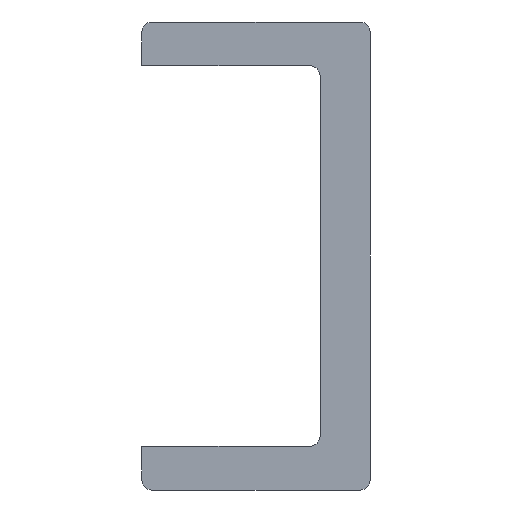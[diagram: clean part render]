
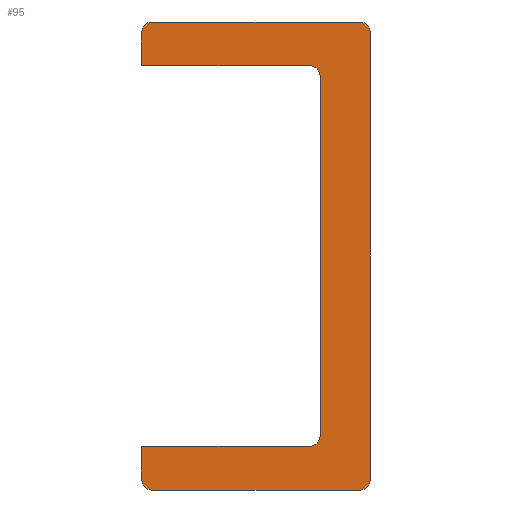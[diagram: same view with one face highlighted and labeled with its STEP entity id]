
A CAD part, front view. The second image highlights one B-rep face of the part: STEP entity #95.
In plain terms, the highlighted planar face has unit normal (0, -1, 0).
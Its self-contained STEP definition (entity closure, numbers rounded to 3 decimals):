
#95 = ADVANCED_FACE( '', ( #256 ), #257, .F. );
#256 = FACE_OUTER_BOUND( '', #521, .T. );
#257 = PLANE( '', #522 );
#521 = EDGE_LOOP( '', ( #799, #800, #801, #802, #803, #804, #805, #806, #807, #808, #809, #810, #811, #812 ) );
#522 = AXIS2_PLACEMENT_3D( '', #813, #814, #815 );
#799 = ORIENTED_EDGE( '', *, *, #1227, .F. );
#800 = ORIENTED_EDGE( '', *, *, #1230, .T. );
#801 = ORIENTED_EDGE( '', *, *, #1231, .F. );
#802 = ORIENTED_EDGE( '', *, *, #1232, .T. );
#803 = ORIENTED_EDGE( '', *, *, #1207, .F. );
#804 = ORIENTED_EDGE( '', *, *, #1233, .F. );
#805 = ORIENTED_EDGE( '', *, *, #1234, .F. );
#806 = ORIENTED_EDGE( '', *, *, #1235, .F. );
#807 = ORIENTED_EDGE( '', *, *, #1236, .F. );
#808 = ORIENTED_EDGE( '', *, *, #1237, .F. );
#809 = ORIENTED_EDGE( '', *, *, #1198, .F. );
#810 = ORIENTED_EDGE( '', *, *, #1238, .T. );
#811 = ORIENTED_EDGE( '', *, *, #1239, .F. );
#812 = ORIENTED_EDGE( '', *, *, #1240, .T. );
#813 = CARTESIAN_POINT( '', ( -10.5, 0., 21.5 ) );
#814 = DIRECTION( '', ( 0., 1., 0. ) );
#815 = DIRECTION( '', ( 0., 0., 1. ) );
#1198 = EDGE_CURVE( '', #1362, #1364, #1365, .T. );
#1207 = EDGE_CURVE( '', #1378, #1379, #1380, .T. );
#1227 = EDGE_CURVE( '', #1416, #1418, #1419, .T. );
#1230 = EDGE_CURVE( '', #1416, #1422, #1423, .F. );
#1231 = EDGE_CURVE( '', #1424, #1422, #1425, .T. );
#1232 = EDGE_CURVE( '', #1424, #1379, #1426, .F. );
#1233 = EDGE_CURVE( '', #1427, #1378, #1428, .T. );
#1234 = EDGE_CURVE( '', #1429, #1427, #1430, .T. );
#1235 = EDGE_CURVE( '', #1431, #1429, #1432, .T. );
#1236 = EDGE_CURVE( '', #1433, #1431, #1434, .T. );
#1237 = EDGE_CURVE( '', #1364, #1433, #1435, .T. );
#1238 = EDGE_CURVE( '', #1362, #1436, #1437, .F. );
#1239 = EDGE_CURVE( '', #1438, #1436, #1439, .T. );
#1240 = EDGE_CURVE( '', #1438, #1418, #1440, .F. );
#1362 = VERTEX_POINT( '', #1614 );
#1364 = VERTEX_POINT( '', #1617 );
#1365 = LINE( '', #1618, #1619 );
#1378 = VERTEX_POINT( '', #1633 );
#1379 = VERTEX_POINT( '', #1634 );
#1380 = LINE( '', #1635, #1636 );
#1416 = VERTEX_POINT( '', #1676 );
#1418 = VERTEX_POINT( '', #1679 );
#1419 = LINE( '', #1680, #1681 );
#1422 = VERTEX_POINT( '', #1685 );
#1423 = CIRCLE( '', #1686, 0.9 );
#1424 = VERTEX_POINT( '', #1687 );
#1425 = LINE( '', #1688, #1689 );
#1426 = CIRCLE( '', #1690, 0.9 );
#1427 = VERTEX_POINT( '', #1691 );
#1428 = LINE( '', #1692, #1693 );
#1429 = VERTEX_POINT( '', #1694 );
#1430 = CIRCLE( '', #1695, 1. );
#1431 = VERTEX_POINT( '', #1696 );
#1432 = LINE( '', #1697, #1698 );
#1433 = VERTEX_POINT( '', #1699 );
#1434 = CIRCLE( '', #1700, 1. );
#1435 = LINE( '', #1701, #1702 );
#1436 = VERTEX_POINT( '', #1703 );
#1437 = CIRCLE( '', #1704, 0.9 );
#1438 = VERTEX_POINT( '', #1705 );
#1439 = LINE( '', #1706, #1707 );
#1440 = CIRCLE( '', #1708, 0.9 );
#1614 = CARTESIAN_POINT( '', ( -10.5, 0., -20.6 ) );
#1617 = CARTESIAN_POINT( '', ( -10.5, 0., -17.5 ) );
#1618 = CARTESIAN_POINT( '', ( -10.5, 0., -21.5 ) );
#1619 = VECTOR( '', #1892, 1000. );
#1633 = CARTESIAN_POINT( '', ( -10.5, 0., 17.5 ) );
#1634 = CARTESIAN_POINT( '', ( -10.5, 0., 20.6 ) );
#1635 = CARTESIAN_POINT( '', ( -10.5, 0., -21.5 ) );
#1636 = VECTOR( '', #1906, 1000. );
#1676 = CARTESIAN_POINT( '', ( 10.5, 0., 20.6 ) );
#1679 = CARTESIAN_POINT( '', ( 10.5, 0., -20.6 ) );
#1680 = CARTESIAN_POINT( '', ( 10.5, 0., 21.5 ) );
#1681 = VECTOR( '', #1951, 1000. );
#1685 = CARTESIAN_POINT( '', ( 9.6, 0., 21.5 ) );
#1686 = AXIS2_PLACEMENT_3D( '', #1953, #1954, #1955 );
#1687 = CARTESIAN_POINT( '', ( -9.6, 0., 21.5 ) );
#1688 = CARTESIAN_POINT( '', ( -10.5, 0., 21.5 ) );
#1689 = VECTOR( '', #1956, 1000. );
#1690 = AXIS2_PLACEMENT_3D( '', #1957, #1958, #1959 );
#1691 = CARTESIAN_POINT( '', ( 4.9, 0., 17.5 ) );
#1692 = CARTESIAN_POINT( '', ( 4.9, 0., 17.5 ) );
#1693 = VECTOR( '', #1960, 1000. );
#1694 = CARTESIAN_POINT( '', ( 5.9, 0., 16.5 ) );
#1695 = AXIS2_PLACEMENT_3D( '', #1961, #1962, #1963 );
#1696 = CARTESIAN_POINT( '', ( 5.9, 0., -16.5 ) );
#1697 = CARTESIAN_POINT( '', ( 5.9, 0., 16.5 ) );
#1698 = VECTOR( '', #1964, 1000. );
#1699 = CARTESIAN_POINT( '', ( 4.9, 0., -17.5 ) );
#1700 = AXIS2_PLACEMENT_3D( '', #1965, #1966, #1967 );
#1701 = CARTESIAN_POINT( '', ( 4.9, 0., -17.5 ) );
#1702 = VECTOR( '', #1968, 1000. );
#1703 = CARTESIAN_POINT( '', ( -9.6, 0., -21.5 ) );
#1704 = AXIS2_PLACEMENT_3D( '', #1969, #1970, #1971 );
#1705 = CARTESIAN_POINT( '', ( 9.6, 0., -21.5 ) );
#1706 = CARTESIAN_POINT( '', ( 10.5, 0., -21.5 ) );
#1707 = VECTOR( '', #1972, 1000. );
#1708 = AXIS2_PLACEMENT_3D( '', #1973, #1974, #1975 );
#1892 = DIRECTION( '', ( 0., 0., 1. ) );
#1906 = DIRECTION( '', ( 0., 0., 1. ) );
#1951 = DIRECTION( '', ( 0., 0., -1. ) );
#1953 = CARTESIAN_POINT( '', ( 9.6, 0., 20.6 ) );
#1954 = DIRECTION( '', ( 0., 1., 0. ) );
#1955 = DIRECTION( '', ( 0., 0., 1. ) );
#1956 = DIRECTION( '', ( 1., 0., 0. ) );
#1957 = CARTESIAN_POINT( '', ( -9.6, 0., 20.6 ) );
#1958 = DIRECTION( '', ( 0., 1., 0. ) );
#1959 = DIRECTION( '', ( 0., 0., 1. ) );
#1960 = DIRECTION( '', ( -1., 0., 0. ) );
#1961 = CARTESIAN_POINT( '', ( 4.9, 0., 16.5 ) );
#1962 = DIRECTION( '', ( 0., -1., 0. ) );
#1963 = DIRECTION( '', ( -1., 0., 0. ) );
#1964 = DIRECTION( '', ( 0., 0., 1. ) );
#1965 = CARTESIAN_POINT( '', ( 4.9, 0., -16.5 ) );
#1966 = DIRECTION( '', ( 0., -1., 0. ) );
#1967 = DIRECTION( '', ( -1., 0., 0. ) );
#1968 = DIRECTION( '', ( 1., 0., 0. ) );
#1969 = CARTESIAN_POINT( '', ( -9.6, 0., -20.6 ) );
#1970 = DIRECTION( '', ( 0., 1., 0. ) );
#1971 = DIRECTION( '', ( 0., 0., 1. ) );
#1972 = DIRECTION( '', ( -1., 0., 0. ) );
#1973 = CARTESIAN_POINT( '', ( 9.6, 0., -20.6 ) );
#1974 = DIRECTION( '', ( 0., 1., 0. ) );
#1975 = DIRECTION( '', ( 0., 0., 1. ) );
